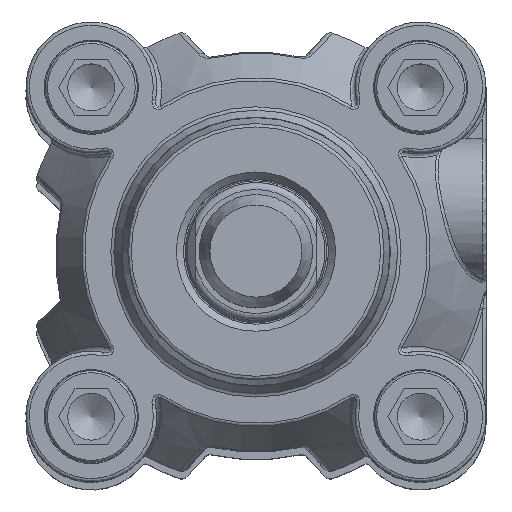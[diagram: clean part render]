
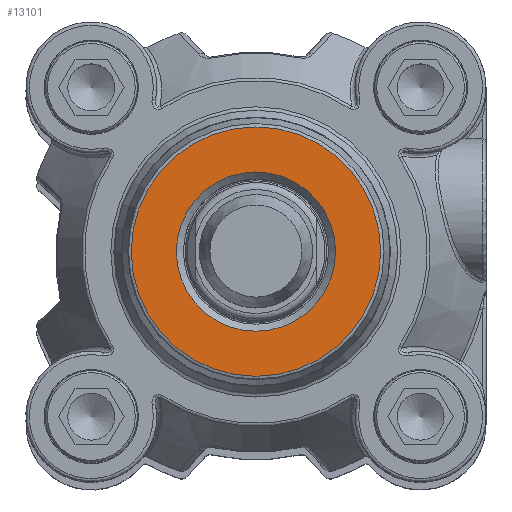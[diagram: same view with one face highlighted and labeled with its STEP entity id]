
A CAD part, top view. The second image highlights one B-rep face of the part: STEP entity #13101.
In plain terms, the highlighted planar face has unit normal (0, 0, 1).
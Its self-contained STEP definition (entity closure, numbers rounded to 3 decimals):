
#13050=CARTESIAN_POINT('',(11.25,0.,353.5));
#13051=VERTEX_POINT('',#13050);
#13052=CARTESIAN_POINT('',(0.0,0.0,353.5));
#13053=DIRECTION('',(0.0,0.0,1.0));
#13054=DIRECTION('',(-1.0,0.0,0.0));
#13055=AXIS2_PLACEMENT_3D('',#13052,#13053,#13054);
#13056=CIRCLE('',#13055,11.25);
#13057=EDGE_CURVE('',#13051,#13051,#13056,.T.);
#13082=CARTESIAN_POINT('',(8.808,0.0,353.5));
#13083=DIRECTION('',(0.0,0.0,1.0));
#13084=DIRECTION('',(1.0,0.0,0.0));
#13085=AXIS2_PLACEMENT_3D('',#13082,#13083,#13084);
#13086=PLANE('',#13085);
#13087=CARTESIAN_POINT('',(17.616,0.0,353.5));
#13088=VERTEX_POINT('',#13087);
#13089=CARTESIAN_POINT('',(0.0,0.0,353.5));
#13090=DIRECTION('',(0.0,0.0,1.0));
#13091=DIRECTION('',(1.0,0.0,0.0));
#13092=AXIS2_PLACEMENT_3D('',#13089,#13090,#13091);
#13093=CIRCLE('',#13092,17.616);
#13094=EDGE_CURVE('',#13088,#13088,#13093,.T.);
#13095=ORIENTED_EDGE('',*,*,#13094,.T.);
#13096=EDGE_LOOP('',(#13095));
#13097=FACE_OUTER_BOUND('',#13096,.T.);
#13098=ORIENTED_EDGE('',*,*,#13057,.F.);
#13099=EDGE_LOOP('',(#13098));
#13100=FACE_BOUND('',#13099,.T.);
#13101=ADVANCED_FACE('',(#13097,#13100),#13086,.T.);
